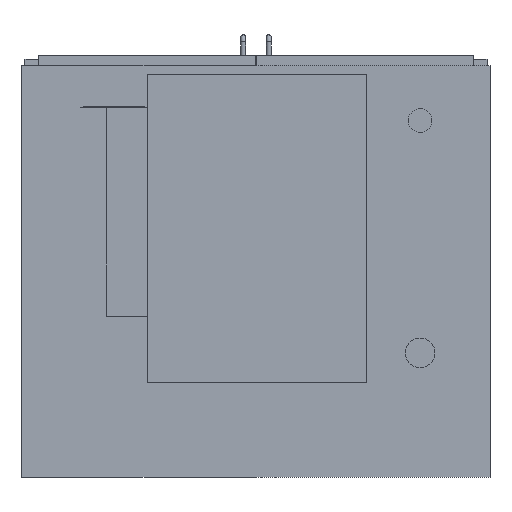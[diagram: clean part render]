
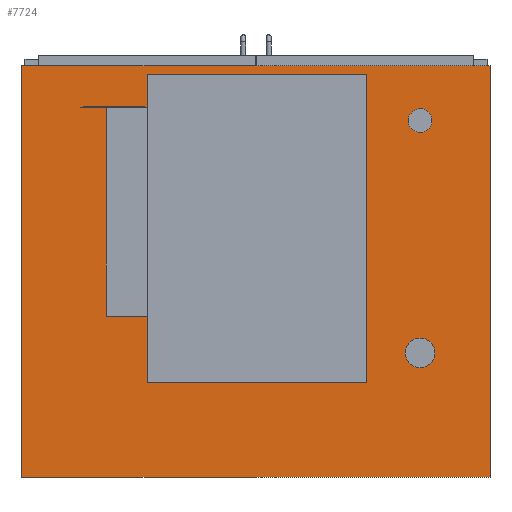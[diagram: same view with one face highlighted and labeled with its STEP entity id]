
A CAD part, front view. The second image highlights one B-rep face of the part: STEP entity #7724.
In plain terms, the highlighted planar face has unit normal (0, -1, 0).
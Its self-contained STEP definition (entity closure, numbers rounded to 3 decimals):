
#132=FACE_BOUND('',#1068,.T.);
#133=FACE_BOUND('',#1069,.T.);
#164=PLANE('',#8282);
#583=FACE_OUTER_BOUND('',#1067,.T.);
#1067=EDGE_LOOP('',(#5502,#5503,#5504,#5505));
#1068=EDGE_LOOP('',(#5506));
#1069=EDGE_LOOP('',(#5507));
#1575=LINE('',#11108,#2555);
#1577=LINE('',#11112,#2557);
#1579=LINE('',#11116,#2559);
#1581=LINE('',#11119,#2561);
#2555=VECTOR('',#8918,10.);
#2557=VECTOR('',#8922,10.);
#2559=VECTOR('',#8926,10.);
#2561=VECTOR('',#8930,10.);
#3517=CIRCLE('',#8266,20.);
#3519=CIRCLE('',#8270,25.);
#3621=VERTEX_POINT('',#11059);
#3623=VERTEX_POINT('',#11066);
#3636=VERTEX_POINT('',#11105);
#3637=VERTEX_POINT('',#11107);
#3638=VERTEX_POINT('',#11111);
#3639=VERTEX_POINT('',#11115);
#4350=EDGE_CURVE('',#3621,#3621,#3517,.T.);
#4353=EDGE_CURVE('',#3623,#3623,#3519,.T.);
#4371=EDGE_CURVE('',#3637,#3636,#1575,.T.);
#4373=EDGE_CURVE('',#3638,#3637,#1577,.T.);
#4375=EDGE_CURVE('',#3639,#3638,#1579,.T.);
#4377=EDGE_CURVE('',#3636,#3639,#1581,.T.);
#5502=ORIENTED_EDGE('',*,*,#4377,.T.);
#5503=ORIENTED_EDGE('',*,*,#4375,.T.);
#5504=ORIENTED_EDGE('',*,*,#4373,.T.);
#5505=ORIENTED_EDGE('',*,*,#4371,.T.);
#5506=ORIENTED_EDGE('',*,*,#4350,.T.);
#5507=ORIENTED_EDGE('',*,*,#4353,.T.);
#7724=ADVANCED_FACE('',(#583,#132,#133),#164,.T.);
#8266=AXIS2_PLACEMENT_3D('',#11061,#8874,#8875);
#8270=AXIS2_PLACEMENT_3D('',#11068,#8883,#8884);
#8282=AXIS2_PLACEMENT_3D('',#11120,#8931,#8932);
#8874=DIRECTION('center_axis',(0.,1.,0.));
#8875=DIRECTION('ref_axis',(1.,0.,0.));
#8883=DIRECTION('center_axis',(0.,1.,0.));
#8884=DIRECTION('ref_axis',(1.,0.,0.));
#8918=DIRECTION('',(0.,0.,-1.));
#8922=DIRECTION('',(-1.,0.,0.));
#8926=DIRECTION('',(0.,0.,1.));
#8930=DIRECTION('',(1.,0.,0.));
#8931=DIRECTION('center_axis',(0.,-1.,0.));
#8932=DIRECTION('ref_axis',(0.,0.,-1.));
#11059=CARTESIAN_POINT('',(257.,-370.,254.5));
#11061=CARTESIAN_POINT('Origin',(277.,-370.,254.5));
#11066=CARTESIAN_POINT('',(252.,-370.,-137.5));
#11068=CARTESIAN_POINT('Origin',(277.,-370.,-137.5));
#11105=CARTESIAN_POINT('',(-395.,-370.,-347.5));
#11107=CARTESIAN_POINT('',(-395.,-370.,347.5));
#11108=CARTESIAN_POINT('',(-395.,-370.,-347.5));
#11111=CARTESIAN_POINT('',(395.,-370.,347.5));
#11112=CARTESIAN_POINT('',(-395.,-370.,347.5));
#11115=CARTESIAN_POINT('',(395.,-370.,-347.5));
#11116=CARTESIAN_POINT('',(395.,-370.,347.5));
#11119=CARTESIAN_POINT('',(395.,-370.,-347.5));
#11120=CARTESIAN_POINT('Origin',(0.,-370.,0.));
